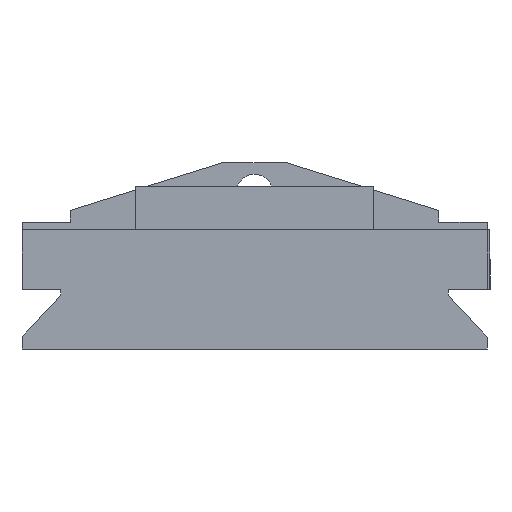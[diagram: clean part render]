
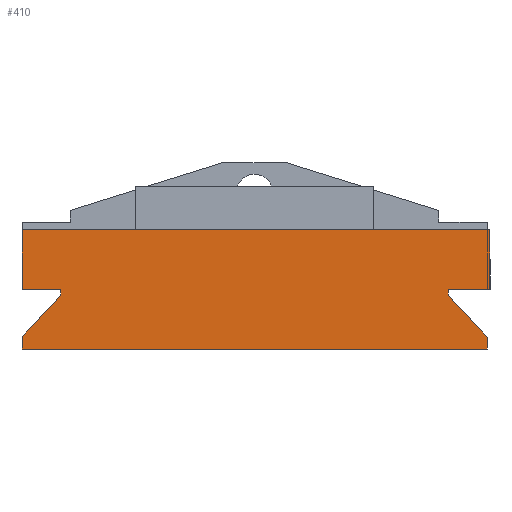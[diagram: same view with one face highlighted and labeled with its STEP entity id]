
A CAD part, left-side view. The second image highlights one B-rep face of the part: STEP entity #410.
In plain terms, the highlighted planar face has unit normal (-1, 0, 0).
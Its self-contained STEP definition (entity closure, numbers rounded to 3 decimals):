
#410=ADVANCED_FACE('',(#802),#6981,.T.);
#802=FACE_OUTER_BOUND('',#1203,.T.);
#1203=EDGE_LOOP('',(#3462,#3463,#3464,#3465,#3466,#3467,#3468,#3469,#3470,
#3471,#3472,#3473));
#3462=ORIENTED_EDGE('',*,*,#4651,.T.);
#3463=ORIENTED_EDGE('',*,*,#3514,.T.);
#3464=ORIENTED_EDGE('',*,*,#3553,.T.);
#3465=ORIENTED_EDGE('',*,*,#3515,.T.);
#3466=ORIENTED_EDGE('',*,*,#4614,.F.);
#3467=ORIENTED_EDGE('',*,*,#4544,.T.);
#3468=ORIENTED_EDGE('',*,*,#4613,.T.);
#3469=ORIENTED_EDGE('',*,*,#3516,.T.);
#3470=ORIENTED_EDGE('',*,*,#3517,.T.);
#3471=ORIENTED_EDGE('',*,*,#3518,.T.);
#3472=ORIENTED_EDGE('',*,*,#3564,.T.);
#3473=ORIENTED_EDGE('',*,*,#3519,.T.);
#3514=EDGE_CURVE('',#5838,#5837,#4716,.T.);
#3515=EDGE_CURVE('',#5839,#5840,#4717,.T.);
#3516=EDGE_CURVE('',#5841,#5842,#4718,.T.);
#3517=EDGE_CURVE('',#5842,#5843,#4719,.T.);
#3518=EDGE_CURVE('',#5843,#5844,#4720,.T.);
#3519=EDGE_CURVE('',#5845,#5846,#4721,.T.);
#3553=EDGE_CURVE('',#5837,#5839,#4749,.T.);
#3564=EDGE_CURVE('',#5844,#5845,#4760,.T.);
#4544=EDGE_CURVE('',#6525,#6526,#5728,.T.);
#4613=EDGE_CURVE('',#6526,#5841,#5797,.T.);
#4614=EDGE_CURVE('',#6525,#5840,#5798,.T.);
#4651=EDGE_CURVE('',#5846,#5838,#5835,.T.);
#4716=B_SPLINE_CURVE_WITH_KNOTS('',1,(#9112,#9113),.UNSPECIFIED.,.F.,.F.,
(2,2),(0.,1.),.UNSPECIFIED.);
#4717=B_SPLINE_CURVE_WITH_KNOTS('',1,(#9114,#9115),.UNSPECIFIED.,.F.,.F.,
(2,2),(0.,0.5),.UNSPECIFIED.);
#4718=B_SPLINE_CURVE_WITH_KNOTS('',1,(#9116,#9117),.UNSPECIFIED.,.F.,.F.,
(2,2),(0.,5.),.UNSPECIFIED.);
#4719=B_SPLINE_CURVE_WITH_KNOTS('',1,(#9118,#9119),.UNSPECIFIED.,.F.,.F.,
(2,2),(0.,3.25),.UNSPECIFIED.);
#4720=B_SPLINE_CURVE_WITH_KNOTS('',1,(#9120,#9121),.UNSPECIFIED.,.F.,.F.,
(2,2),(0.,0.5),.UNSPECIFIED.);
#4721=B_SPLINE_CURVE_WITH_KNOTS('',1,(#9122,#9123),.UNSPECIFIED.,.F.,.F.,
(2,2),(0.,1.),.UNSPECIFIED.);
#4749=B_SPLINE_CURVE_WITH_KNOTS('',1,(#9194,#9195),.UNSPECIFIED.,.F.,.F.,
(2,2),(0.,4.776),.UNSPECIFIED.);
#4760=B_SPLINE_CURVE_WITH_KNOTS('',1,(#9216,#9217),.UNSPECIFIED.,.F.,.F.,
(2,2),(0.,4.776),.UNSPECIFIED.);
#5728=B_SPLINE_CURVE_WITH_KNOTS('',1,(#11208,#11209),.UNSPECIFIED.,.F.,
 .F.,(2,2),(0.,5.),.UNSPECIFIED.);
#5797=B_SPLINE_CURVE_WITH_KNOTS('',1,(#11346,#11347),.UNSPECIFIED.,.F.,
 .F.,(2,2),(0.,39.25),.UNSPECIFIED.);
#5798=B_SPLINE_CURVE_WITH_KNOTS('',1,(#11348,#11349),.UNSPECIFIED.,.F.,
 .F.,(2,2),(0.,3.5),.UNSPECIFIED.);
#5835=B_SPLINE_CURVE_WITH_KNOTS('',1,(#11422,#11423),.UNSPECIFIED.,.F.,
 .F.,(2,2),(0.,39.),.UNSPECIFIED.);
#5837=VERTEX_POINT('',#8346);
#5838=VERTEX_POINT('',#8347);
#5839=VERTEX_POINT('',#8348);
#5840=VERTEX_POINT('',#8349);
#5841=VERTEX_POINT('',#8350);
#5842=VERTEX_POINT('',#8351);
#5843=VERTEX_POINT('',#8352);
#5844=VERTEX_POINT('',#8353);
#5845=VERTEX_POINT('',#8354);
#5846=VERTEX_POINT('',#8355);
#6525=VERTEX_POINT('',#9034);
#6526=VERTEX_POINT('',#9035);
#6981=PLANE('',#7466);
#7466=AXIS2_PLACEMENT_3D('',#8339,#7880,$);
#7880=DIRECTION('',(-1.,0.,0.));
#8339=CARTESIAN_POINT('',(-40.125,19.5,-0.452));
#8346=CARTESIAN_POINT('',(-40.125,-19.5,1.));
#8347=CARTESIAN_POINT('',(-40.125,-19.5,0.));
#8348=CARTESIAN_POINT('',(-40.125,-16.25,4.5));
#8349=CARTESIAN_POINT('',(-40.125,-16.25,5.));
#8350=CARTESIAN_POINT('',(-40.125,19.5,10.));
#8351=CARTESIAN_POINT('',(-40.125,19.5,5.));
#8352=CARTESIAN_POINT('',(-40.125,16.25,5.));
#8353=CARTESIAN_POINT('',(-40.125,16.25,4.5));
#8354=CARTESIAN_POINT('',(-40.125,19.5,1.));
#8355=CARTESIAN_POINT('',(-40.125,19.5,0.));
#9034=CARTESIAN_POINT('',(-40.125,-19.75,5.));
#9035=CARTESIAN_POINT('',(-40.125,-19.75,10.));
#9112=CARTESIAN_POINT('',(-40.125,-19.5,0.));
#9113=CARTESIAN_POINT('',(-40.125,-19.5,1.));
#9114=CARTESIAN_POINT('',(-40.125,-16.25,4.5));
#9115=CARTESIAN_POINT('',(-40.125,-16.25,5.));
#9116=CARTESIAN_POINT('',(-40.125,19.5,10.));
#9117=CARTESIAN_POINT('',(-40.125,19.5,5.));
#9118=CARTESIAN_POINT('',(-40.125,19.5,5.));
#9119=CARTESIAN_POINT('',(-40.125,16.25,5.));
#9120=CARTESIAN_POINT('',(-40.125,16.25,5.));
#9121=CARTESIAN_POINT('',(-40.125,16.25,4.5));
#9122=CARTESIAN_POINT('',(-40.125,19.5,1.));
#9123=CARTESIAN_POINT('',(-40.125,19.5,0.));
#9194=CARTESIAN_POINT('',(-40.125,-19.5,1.));
#9195=CARTESIAN_POINT('',(-40.125,-16.25,4.5));
#9216=CARTESIAN_POINT('',(-40.125,16.25,4.5));
#9217=CARTESIAN_POINT('',(-40.125,19.5,1.));
#11208=CARTESIAN_POINT('',(-40.125,-19.75,5.));
#11209=CARTESIAN_POINT('',(-40.125,-19.75,10.));
#11346=CARTESIAN_POINT('',(-40.125,-19.75,10.));
#11347=CARTESIAN_POINT('',(-40.125,19.5,10.));
#11348=CARTESIAN_POINT('',(-40.125,-19.75,5.));
#11349=CARTESIAN_POINT('',(-40.125,-16.25,5.));
#11422=CARTESIAN_POINT('',(-40.125,19.5,0.));
#11423=CARTESIAN_POINT('',(-40.125,-19.5,0.));
